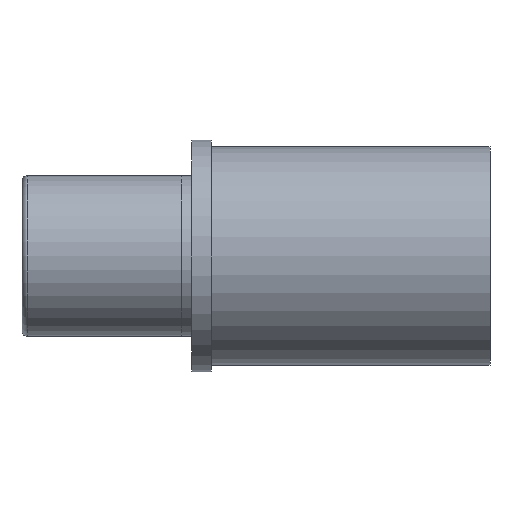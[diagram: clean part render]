
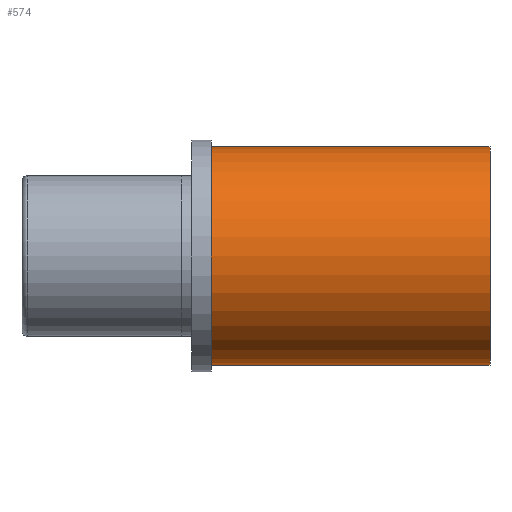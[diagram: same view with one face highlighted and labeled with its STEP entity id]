
A CAD part, left-side view. The second image highlights one B-rep face of the part: STEP entity #574.
In plain terms, the highlighted cylindrical face has radius 7.75 mm (diameter 15.5 mm), a partial arc.
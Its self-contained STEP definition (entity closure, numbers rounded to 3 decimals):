
#86 = CIRCLE ( 'NONE', #1435, 7.75 ) ;
#100 = CARTESIAN_POINT ( 'NONE',  ( 0., 19.8, -7.75 ) ) ;
#103 = CYLINDRICAL_SURFACE ( 'NONE', #704, 7.75 ) ;
#132 = ORIENTED_EDGE ( 'NONE', *, *, #989, .F. ) ;
#179 = EDGE_CURVE ( 'NONE', #999, #1707, #1120, .T. ) ;
#301 = DIRECTION ( 'NONE',  ( 0., 0., -1. ) ) ;
#323 = CARTESIAN_POINT ( 'NONE',  ( 0., -3.694, -7.75 ) ) ;
#367 = CARTESIAN_POINT ( 'NONE',  ( 0., 0., 0. ) ) ;
#441 = CARTESIAN_POINT ( 'NONE',  ( 0., -3.694, 0. ) ) ;
#453 = CARTESIAN_POINT ( 'NONE',  ( 0., 0., -7.75 ) ) ;
#455 = FACE_OUTER_BOUND ( 'NONE', #1274, .T. ) ;
#461 = DIRECTION ( 'NONE',  ( 0., -1., 0. ) ) ;
#574 = ADVANCED_FACE ( 'NONE', ( #455 ), #103, .T. ) ;
#575 = DIRECTION ( 'NONE',  ( 0., -1., 0. ) ) ;
#704 = AXIS2_PLACEMENT_3D ( 'NONE', #441, #575, #301 ) ;
#802 = LINE ( 'NONE', #323, #1605 ) ;
#827 = ORIENTED_EDGE ( 'NONE', *, *, #944, .T. ) ;
#849 = DIRECTION ( 'NONE',  ( 0., 0., -1. ) ) ;
#892 = AXIS2_PLACEMENT_3D ( 'NONE', #1098, #981, #849 ) ;
#911 = VERTEX_POINT ( 'NONE', #453 ) ;
#913 = CARTESIAN_POINT ( 'NONE',  ( 0., 0., 7.75 ) ) ;
#944 = EDGE_CURVE ( 'NONE', #1056, #911, #802, .T. ) ;
#981 = DIRECTION ( 'NONE',  ( 0., -1., 0. ) ) ;
#989 = EDGE_CURVE ( 'NONE', #1707, #911, #86, .T. ) ;
#993 = ORIENTED_EDGE ( 'NONE', *, *, #179, .F. ) ;
#999 = VERTEX_POINT ( 'NONE', #1019 ) ;
#1019 = CARTESIAN_POINT ( 'NONE',  ( 0., 19.8, 7.75 ) ) ;
#1056 = VERTEX_POINT ( 'NONE', #100 ) ;
#1098 = CARTESIAN_POINT ( 'NONE',  ( 0., 19.8, 0. ) ) ;
#1120 = LINE ( 'NONE', #1578, #1588 ) ;
#1123 = ORIENTED_EDGE ( 'NONE', *, *, #1342, .T. ) ;
#1274 = EDGE_LOOP ( 'NONE', ( #993, #1123, #827, #132 ) ) ;
#1342 = EDGE_CURVE ( 'NONE', #999, #1056, #1603, .T. ) ;
#1424 = DIRECTION ( 'NONE',  ( 0., -1., 0. ) ) ;
#1435 = AXIS2_PLACEMENT_3D ( 'NONE', #367, #1424, #1570 ) ;
#1570 = DIRECTION ( 'NONE',  ( 0., 0., -1. ) ) ;
#1572 = DIRECTION ( 'NONE',  ( 0., -1., 0. ) ) ;
#1578 = CARTESIAN_POINT ( 'NONE',  ( 0., -3.694, 7.75 ) ) ;
#1588 = VECTOR ( 'NONE', #1572, 1000. ) ;
#1603 = CIRCLE ( 'NONE', #892, 7.75 ) ;
#1605 = VECTOR ( 'NONE', #461, 1000. ) ;
#1707 = VERTEX_POINT ( 'NONE', #913 ) ;
